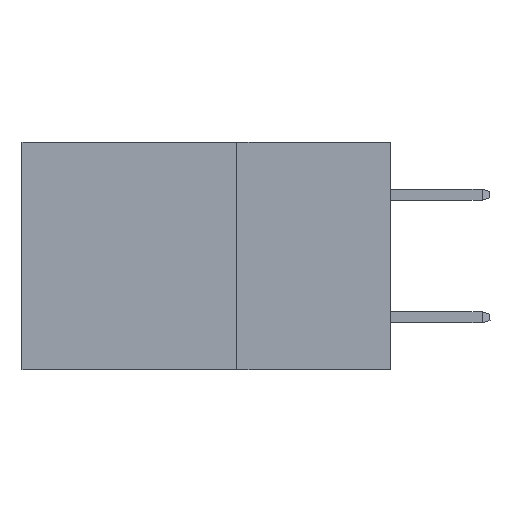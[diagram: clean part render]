
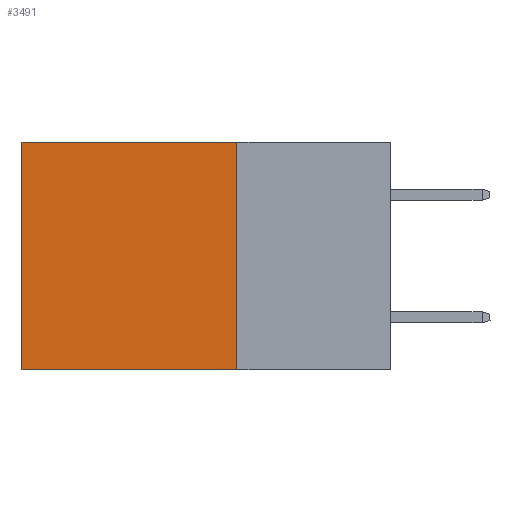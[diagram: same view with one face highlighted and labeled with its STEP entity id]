
A CAD part, left-side view. The second image highlights one B-rep face of the part: STEP entity #3491.
In plain terms, the highlighted planar face has unit normal (-1, 0, 0).
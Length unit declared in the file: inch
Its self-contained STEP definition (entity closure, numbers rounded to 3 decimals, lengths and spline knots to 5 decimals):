
#271 = LINE ( 'NONE', #7305, #442 ) ;
#388 = VERTEX_POINT ( 'NONE', #11697 ) ;
#442 = VECTOR ( 'NONE', #12922, 39.37008 ) ;
#550 = EDGE_LOOP ( 'NONE', ( #10598, #3979, #5480, #6072 ) ) ;
#1550 = DIRECTION ( 'NONE',  ( 0., 1., 0. ) ) ;
#1804 = CARTESIAN_POINT ( 'NONE',  ( 0.2875, 0.25, 0. ) ) ;
#2447 = CARTESIAN_POINT ( 'NONE',  ( 0.2875, 0.6, 0. ) ) ;
#2448 = AXIS2_PLACEMENT_3D ( 'NONE', #1804, #6501, #8676 ) ;
#2957 = VECTOR ( 'NONE', #9724, 39.37008 ) ;
#3491 = ADVANCED_FACE ( 'NONE', ( #7676 ), #9763, .F. ) ;
#3713 = CARTESIAN_POINT ( 'NONE',  ( 0.2875, 0.25, -0.37 ) ) ;
#3979 = ORIENTED_EDGE ( 'NONE', *, *, #9641, .F. ) ;
#4005 = LINE ( 'NONE', #13413, #2957 ) ;
#5257 = VERTEX_POINT ( 'NONE', #2447 ) ;
#5480 = ORIENTED_EDGE ( 'NONE', *, *, #11874, .F. ) ;
#6072 = ORIENTED_EDGE ( 'NONE', *, *, #15020, .T. ) ;
#6501 = DIRECTION ( 'NONE',  ( 1., 0., 0. ) ) ;
#7096 = VECTOR ( 'NONE', #13783, 39.37008 ) ;
#7305 = CARTESIAN_POINT ( 'NONE',  ( 0.2875, 0.25, 0. ) ) ;
#7676 = FACE_OUTER_BOUND ( 'NONE', #550, .T. ) ;
#7940 = VERTEX_POINT ( 'NONE', #10648 ) ;
#8676 = DIRECTION ( 'NONE',  ( 0., 0., -1. ) ) ;
#9081 = LINE ( 'NONE', #13860, #7096 ) ;
#9641 = EDGE_CURVE ( 'NONE', #13685, #7940, #9734, .T. ) ;
#9724 = DIRECTION ( 'NONE',  ( 0., 1., 0. ) ) ;
#9734 = LINE ( 'NONE', #3713, #14454 ) ;
#9763 = PLANE ( 'NONE',  #2448 ) ;
#10598 = ORIENTED_EDGE ( 'NONE', *, *, #11797, .T. ) ;
#10648 = CARTESIAN_POINT ( 'NONE',  ( 0.2875, 0.6, -0.37 ) ) ;
#10787 = CARTESIAN_POINT ( 'NONE',  ( 0.2875, 0.25, -0.37 ) ) ;
#11697 = CARTESIAN_POINT ( 'NONE',  ( 0.2875, 0.25, 0. ) ) ;
#11797 = EDGE_CURVE ( 'NONE', #5257, #7940, #9081, .T. ) ;
#11874 = EDGE_CURVE ( 'NONE', #388, #13685, #271, .T. ) ;
#12922 = DIRECTION ( 'NONE',  ( 0., 0., -1. ) ) ;
#13413 = CARTESIAN_POINT ( 'NONE',  ( 0.2875, 0.25, 0. ) ) ;
#13685 = VERTEX_POINT ( 'NONE', #10787 ) ;
#13783 = DIRECTION ( 'NONE',  ( 0., 0., -1. ) ) ;
#13860 = CARTESIAN_POINT ( 'NONE',  ( 0.2875, 0.6, 0. ) ) ;
#14454 = VECTOR ( 'NONE', #1550, 39.37008 ) ;
#15020 = EDGE_CURVE ( 'NONE', #388, #5257, #4005, .T. ) ;
